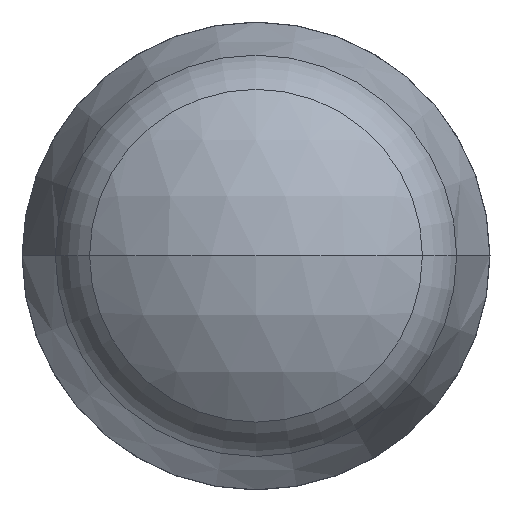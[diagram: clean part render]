
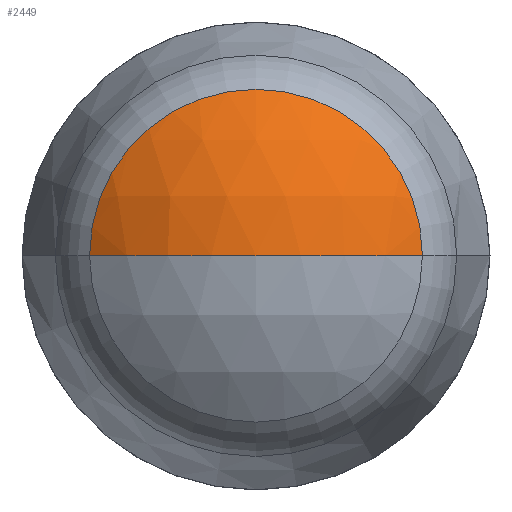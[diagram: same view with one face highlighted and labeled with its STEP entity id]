
A CAD part, top view. The second image highlights one B-rep face of the part: STEP entity #2449.
In plain terms, the highlighted spherical face has radius 130 mm.
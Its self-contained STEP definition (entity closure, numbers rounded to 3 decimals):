
#197 = EDGE_CURVE ( 'NONE', #3470, #904, #3703, .T. ) ;
#242 = DIRECTION ( 'NONE',  ( 0., 1., 0. ) ) ;
#475 = DIRECTION ( 'NONE',  ( 0., 1., 0. ) ) ;
#603 = ORIENTED_EDGE ( 'NONE', *, *, #1670, .F. ) ;
#626 = CARTESIAN_POINT ( 'NONE',  ( -81.787, 0., 361.049 ) ) ;
#762 = DIRECTION ( 'NONE',  ( 0., 0., -1. ) ) ;
#764 = DIRECTION ( 'NONE',  ( -1., 0., 0. ) ) ;
#813 = ORIENTED_EDGE ( 'NONE', *, *, #197, .T. ) ;
#904 = VERTEX_POINT ( 'NONE', #2935 ) ;
#1067 = AXIS2_PLACEMENT_3D ( 'NONE', #3550, #2936, #3202 ) ;
#1576 = EDGE_LOOP ( 'NONE', ( #1628, #813, #603 ) ) ;
#1628 = ORIENTED_EDGE ( 'NONE', *, *, #1932, .F. ) ;
#1629 = AXIS2_PLACEMENT_3D ( 'NONE', #2816, #242, #764 ) ;
#1670 = EDGE_CURVE ( 'NONE', #3695, #904, #2134, .T. ) ;
#1932 = EDGE_CURVE ( 'NONE', #3470, #3695, #2695, .T. ) ;
#2134 = CIRCLE ( 'NONE', #2638, 81.787 ) ;
#2162 = CARTESIAN_POINT ( 'NONE',  ( 0., 0., 260. ) ) ;
#2279 = CARTESIAN_POINT ( 'NONE',  ( 0., 0., 390. ) ) ;
#2449 = ADVANCED_FACE ( 'NONE', ( #2696 ), #3040, .T. ) ;
#2476 = CARTESIAN_POINT ( 'NONE',  ( 0., 0., 361.049 ) ) ;
#2516 = DIRECTION ( 'NONE',  ( -1., 0., 0. ) ) ;
#2638 = AXIS2_PLACEMENT_3D ( 'NONE', #2476, #762, #2516 ) ;
#2695 = CIRCLE ( 'NONE', #1067, 130. ) ;
#2696 = FACE_OUTER_BOUND ( 'NONE', #1576, .T. ) ;
#2816 = CARTESIAN_POINT ( 'NONE',  ( 0., 0., 260. ) ) ;
#2935 = CARTESIAN_POINT ( 'NONE',  ( 81.787, 0., 361.049 ) ) ;
#2936 = DIRECTION ( 'NONE',  ( 0., -1., 0. ) ) ;
#3040 = SPHERICAL_SURFACE ( 'NONE', #3068, 130. ) ;
#3068 = AXIS2_PLACEMENT_3D ( 'NONE', #2162, #475, #3641 ) ;
#3202 = DIRECTION ( 'NONE',  ( 0., 0., -1. ) ) ;
#3470 = VERTEX_POINT ( 'NONE', #2279 ) ;
#3550 = CARTESIAN_POINT ( 'NONE',  ( 0., 0., 260. ) ) ;
#3641 = DIRECTION ( 'NONE',  ( -1., 0., 0. ) ) ;
#3695 = VERTEX_POINT ( 'NONE', #626 ) ;
#3703 = CIRCLE ( 'NONE', #1629, 130. ) ;
